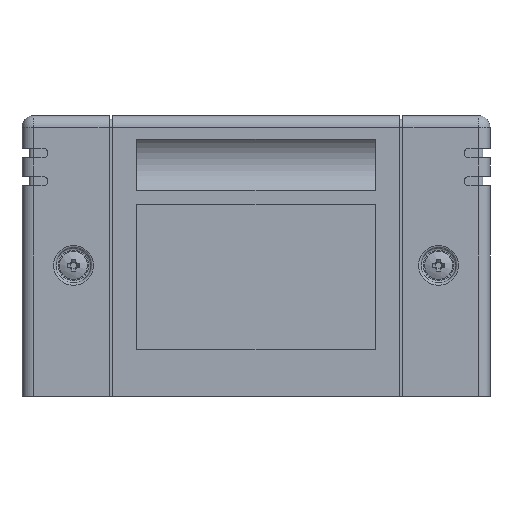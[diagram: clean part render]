
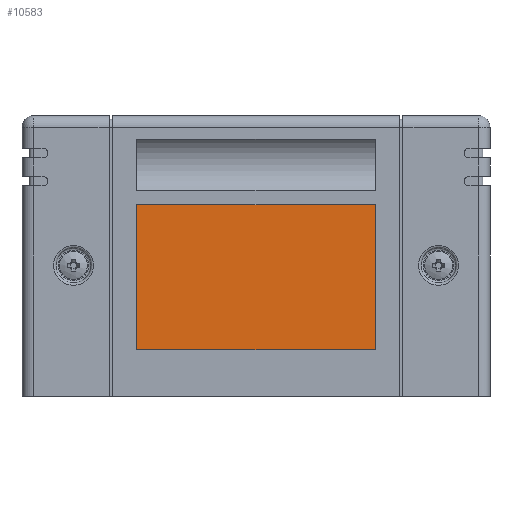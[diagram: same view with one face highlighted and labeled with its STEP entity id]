
A CAD part, front view. The second image highlights one B-rep face of the part: STEP entity #10583.
In plain terms, the highlighted planar face has unit normal (0, -1, 0).
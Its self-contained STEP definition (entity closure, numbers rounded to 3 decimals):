
#835=FACE_OUTER_BOUND('',#1408,.T.);
#1408=EDGE_LOOP('',(#7921,#7922,#7923,#7924));
#2242=LINE('',#16226,#3425);
#2245=LINE('',#16231,#3428);
#2247=LINE('',#16235,#3430);
#2248=LINE('',#16237,#3431);
#3425=VECTOR('',#13069,10.);
#3428=VECTOR('',#13074,10.);
#3430=VECTOR('',#13078,10.);
#3431=VECTOR('',#13081,10.);
#4553=VERTEX_POINT('',#16223);
#4554=VERTEX_POINT('',#16225);
#4555=VERTEX_POINT('',#16229);
#4556=VERTEX_POINT('',#16233);
#5793=EDGE_CURVE('',#4553,#4554,#2242,.T.);
#5796=EDGE_CURVE('',#4555,#4553,#2245,.T.);
#5798=EDGE_CURVE('',#4556,#4555,#2247,.T.);
#5799=EDGE_CURVE('',#4554,#4556,#2248,.T.);
#7921=ORIENTED_EDGE('',*,*,#5799,.F.);
#7922=ORIENTED_EDGE('',*,*,#5793,.F.);
#7923=ORIENTED_EDGE('',*,*,#5796,.F.);
#7924=ORIENTED_EDGE('',*,*,#5798,.F.);
#10139=PLANE('',#11380);
#10583=ADVANCED_FACE('',(#835),#10139,.F.);
#11380=AXIS2_PLACEMENT_3D('',#16238,#13082,#13083);
#13069=DIRECTION('',(0.,0.,-1.));
#13074=DIRECTION('',(1.,0.,0.));
#13078=DIRECTION('',(0.,0.,1.));
#13081=DIRECTION('',(-1.,0.,0.));
#13082=DIRECTION('center_axis',(0.,1.,0.));
#13083=DIRECTION('ref_axis',(0.,0.,1.));
#16223=CARTESIAN_POINT('',(25.5,-8.5,41.));
#16225=CARTESIAN_POINT('',(25.5,-8.5,10.));
#16226=CARTESIAN_POINT('',(25.5,-8.5,10.));
#16229=CARTESIAN_POINT('',(-25.5,-8.5,41.));
#16231=CARTESIAN_POINT('',(25.5,-8.5,41.));
#16233=CARTESIAN_POINT('',(-25.5,-8.5,10.));
#16235=CARTESIAN_POINT('',(-25.5,-8.5,41.));
#16237=CARTESIAN_POINT('',(-25.5,-8.5,10.));
#16238=CARTESIAN_POINT('Origin',(0.,-8.5,25.5));
